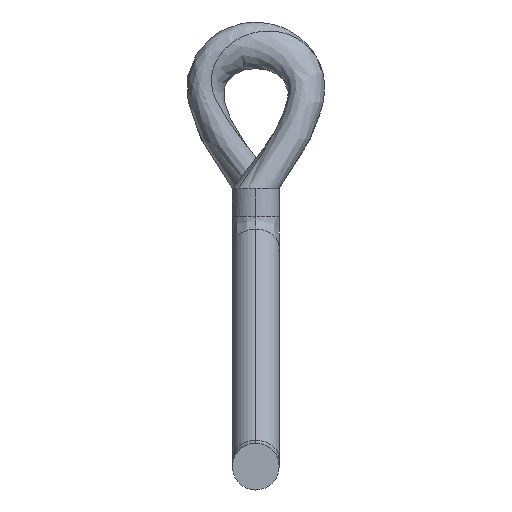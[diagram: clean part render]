
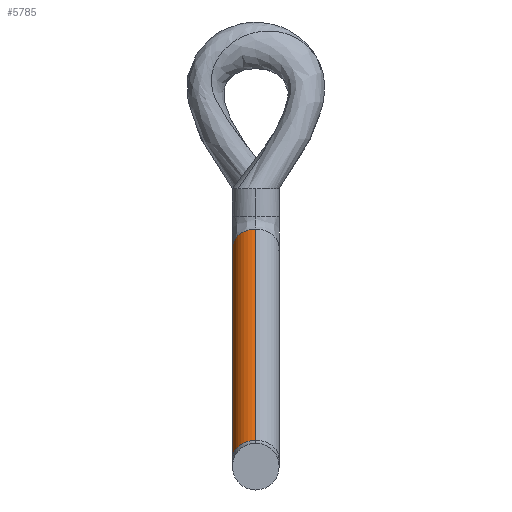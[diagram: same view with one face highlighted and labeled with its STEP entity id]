
A CAD part, front view. The second image highlights one B-rep face of the part: STEP entity #5785.
In plain terms, the highlighted cylindrical face has radius 6 mm (diameter 12 mm), a partial arc.
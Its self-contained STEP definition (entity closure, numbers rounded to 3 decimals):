
#17 = CARTESIAN_POINT ( 'NONE',  ( 0., -90.49, -74.319 ) ) ;
#485 = AXIS2_PLACEMENT_3D ( 'NONE', #1005, #5359, #1632 ) ;
#597 = EDGE_CURVE ( 'NONE', #2825, #6234, #1383, .T. ) ;
#820 = DIRECTION ( 'NONE',  ( 0., 0.817, 0.577 ) ) ;
#1005 = CARTESIAN_POINT ( 'NONE',  ( 0., -17.234, -15.24 ) ) ;
#1072 = ORIENTED_EDGE ( 'NONE', *, *, #3790, .T. ) ;
#1383 = LINE ( 'NONE', #3840, #1573 ) ;
#1456 = DIRECTION ( 'NONE',  ( 0., 0.817, 0.577 ) ) ;
#1489 = CIRCLE ( 'NONE', #7662, 6. ) ;
#1573 = VECTOR ( 'NONE', #4005, 1000. ) ;
#1632 = DIRECTION ( 'NONE',  ( 0., -0.577, 0.817 ) ) ;
#1703 = DIRECTION ( 'NONE',  ( 0., 0.817, 0.577 ) ) ;
#2001 = AXIS2_PLACEMENT_3D ( 'NONE', #5192, #1456, #5807 ) ;
#2234 = CYLINDRICAL_SURFACE ( 'NONE', #2001, 6. ) ;
#2248 = CARTESIAN_POINT ( 'NONE',  ( 0., -13.772, -20.141 ) ) ;
#2825 = VERTEX_POINT ( 'NONE', #17 ) ;
#2869 = VECTOR ( 'NONE', #1703, 1000. ) ;
#3790 = EDGE_CURVE ( 'NONE', #6995, #4877, #7441, .T. ) ;
#3840 = CARTESIAN_POINT ( 'NONE',  ( 0., -90.49, -74.319 ) ) ;
#4005 = DIRECTION ( 'NONE',  ( 0., 0.817, 0.577 ) ) ;
#4178 = CIRCLE ( 'NONE', #485, 6. ) ;
#4441 = CARTESIAN_POINT ( 'NONE',  ( 0., -97.413, -64.517 ) ) ;
#4561 = CARTESIAN_POINT ( 'NONE',  ( 0., -93.951, -69.418 ) ) ;
#4697 = CARTESIAN_POINT ( 'NONE',  ( 0., -20.695, -10.339 ) ) ;
#4700 = EDGE_CURVE ( 'NONE', #2825, #6995, #1489, .T. ) ;
#4845 = ORIENTED_EDGE ( 'NONE', *, *, #5257, .F. ) ;
#4877 = VERTEX_POINT ( 'NONE', #4697 ) ;
#4929 = ORIENTED_EDGE ( 'NONE', *, *, #4700, .T. ) ;
#5182 = DIRECTION ( 'NONE',  ( 0., -0.577, 0.817 ) ) ;
#5192 = CARTESIAN_POINT ( 'NONE',  ( 0., -93.951, -69.418 ) ) ;
#5257 = EDGE_CURVE ( 'NONE', #6234, #4877, #4178, .T. ) ;
#5359 = DIRECTION ( 'NONE',  ( 0., 0.817, 0.577 ) ) ;
#5378 = EDGE_LOOP ( 'NONE', ( #6921, #4929, #1072, #4845 ) ) ;
#5424 = CARTESIAN_POINT ( 'NONE',  ( 0., -97.413, -64.517 ) ) ;
#5532 = FACE_OUTER_BOUND ( 'NONE', #5378, .T. ) ;
#5785 = ADVANCED_FACE ( 'NONE', ( #5532 ), #2234, .T. ) ;
#5807 = DIRECTION ( 'NONE',  ( 0., -0.577, 0.817 ) ) ;
#6234 = VERTEX_POINT ( 'NONE', #2248 ) ;
#6921 = ORIENTED_EDGE ( 'NONE', *, *, #597, .F. ) ;
#6995 = VERTEX_POINT ( 'NONE', #4441 ) ;
#7441 = LINE ( 'NONE', #5424, #2869 ) ;
#7662 = AXIS2_PLACEMENT_3D ( 'NONE', #4561, #820, #5182 ) ;
